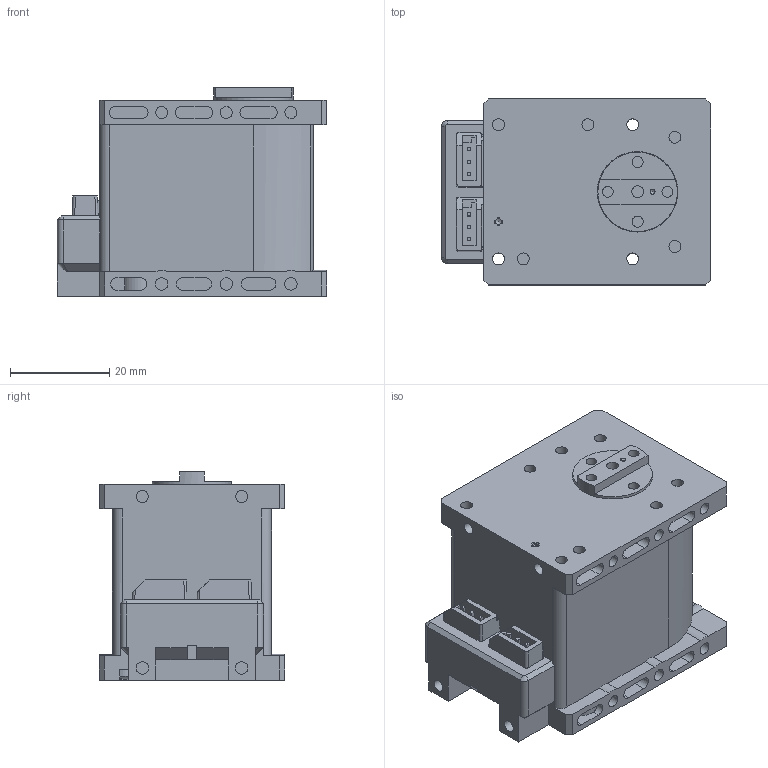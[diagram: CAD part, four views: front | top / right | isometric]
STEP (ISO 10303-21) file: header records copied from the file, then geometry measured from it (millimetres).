
FILE_DESCRIPTION((''),'2;1');
FILE_NAME('TEMP.stp','2019-03-09T13:26:21',(''),(''),'STEP Write','Mastercam X9 ... CNC Software, Inc.','');
FILE_SCHEMA(('AUTOMOTIVE_DESIGN'));
Length unit declared in the file: millimetre
Products named in the file (1): None
Bounding box: 54.2 x 37.4 x 42 mm (x, y, z)
Volume: 57625 mm3; surface area: 15409.9 mm2
Topology: 2 solids, 2 shells, 415 faces, 1032 edges, 697 vertices
Faces by surface type: plane 263, cylinder 116, bspline 20, cone 11, sphere 5
Full cylindrical faces by diameter (mm): 1 x1, 2.2 x4, 2.4 x19, 2.5 x10, 2.6 x1, 3 x1, 3.1 x4, 5.558 x5, 5.7 x4, 6 x1, 8.5 x1, 16 x1, 16.2 x1
Entity records: 12859 total; most frequent: CARTESIAN_POINT 3285, ORIENTED_EDGE 1908, DIRECTION 1894, EDGE_CURVE 954, VERTEX_POINT 675, AXIS2_PLACEMENT_3D 642, VECTOR 610, LINE 610
